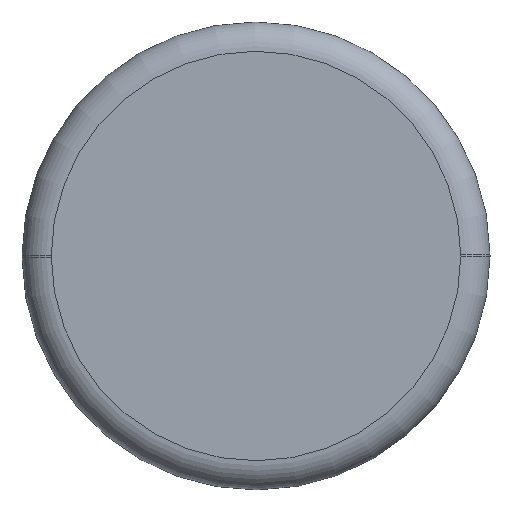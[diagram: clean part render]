
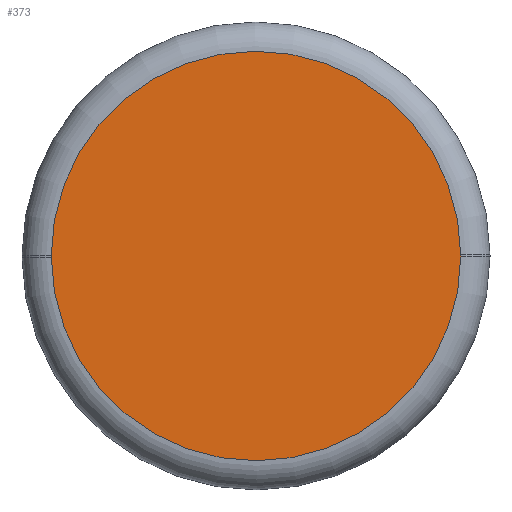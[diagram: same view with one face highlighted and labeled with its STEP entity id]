
A CAD part, front view. The second image highlights one B-rep face of the part: STEP entity #373.
In plain terms, the highlighted planar face has unit normal (0, -1, 0).
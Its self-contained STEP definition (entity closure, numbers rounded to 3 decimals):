
#316=CARTESIAN_POINT('POINT20',(-5.25,0.,
   -0.028));
#317=VERTEX_POINT('VERTEX20',#316);
#326=CARTESIAN_POINT('POINT21',(5.25,0.,0.
   ));
#327=VERTEX_POINT('VERTEX21',#326);
#335=CARTESIAN_POINT('POS36',(0.,0.,0.));
#336=DIRECTION('DIR65',(0.,-1.,0.));
#337=DIRECTION('DIR66',(0.,0.,-1.));
#338=AXIS2_PLACEMENT_3D('AXIS30',#335,#336,#337);
#339=CIRCLE('ELLIPSE23',#338,5.25);
#340=EDGE_CURVE('EDGE31',#327,#317,#339,.F.);
#350=ORIENTED_EDGE('COEDGE55',*,*,#340,.F.);
#351=CARTESIAN_POINT('POINT22',(5.25,0.,
   0.028));
#352=VERTEX_POINT('VERTEX22',#351);
#353=CARTESIAN_POINT('POS38',(0.,0.,0.));
#354=DIRECTION('DIR69',(0.,-1.,0.));
#355=DIRECTION('DIR70',(0.,0.,-1.));
#356=AXIS2_PLACEMENT_3D('AXIS32',#353,#354,#355);
#357=CIRCLE('ELLIPSE24',#356,5.25);
#358=EDGE_CURVE('EDGE32',#352,#327,#357,.F.);
#359=ORIENTED_EDGE('COEDGE56',*,*,#358,.F.);
#360=CARTESIAN_POINT('POINT23',(-5.25,0.,
   0.));
#361=VERTEX_POINT('VERTEX23',#360);
#362=EDGE_CURVE('EDGE33',#361,#352,#357,.F.);
#363=ORIENTED_EDGE('COEDGE57',*,*,#362,.F.);
#364=EDGE_CURVE('EDGE34',#317,#361,#339,.F.);
#365=ORIENTED_EDGE('COEDGE58',*,*,#364,.F.);
#366=EDGE_LOOP('NONE',(#350,#359,#363,#365));
#367=FACE_BOUND('LOOP1',#366,.T.);
#368=CARTESIAN_POINT('POS39',(0.,0.,0.));
#369=DIRECTION('DIR71',(0.,-1.,0.));
#370=DIRECTION('DIR72',(1.,0.,0.));
#371=AXIS2_PLACEMENT_3D('AXIS33',#368,#369,#370);
#372=PLANE('PLANE4',#371);
#373=ADVANCED_FACE('FACE14',(#367),#372,.T.);
